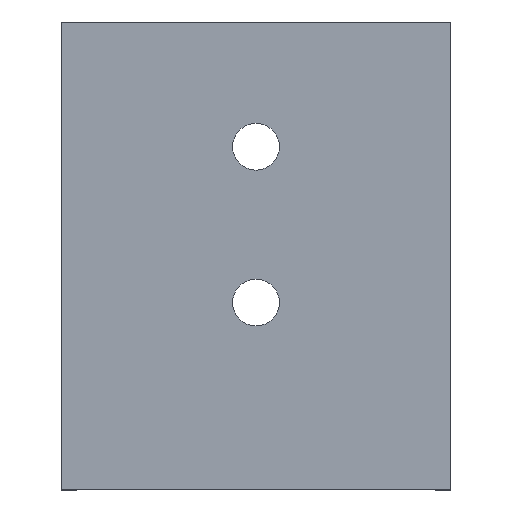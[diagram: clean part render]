
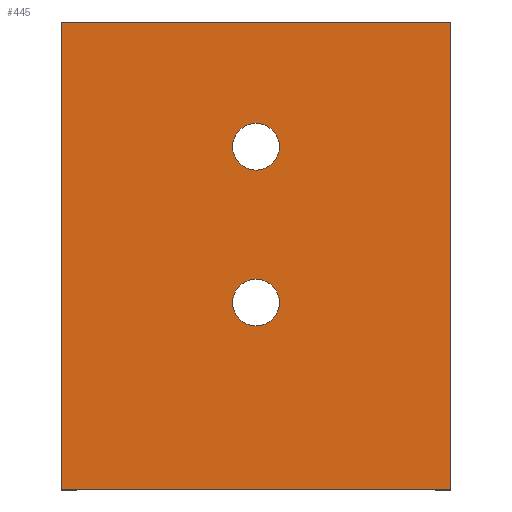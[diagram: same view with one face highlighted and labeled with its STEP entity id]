
A CAD part, top view. The second image highlights one B-rep face of the part: STEP entity #445.
In plain terms, the highlighted planar face has unit normal (0, 0, 1).
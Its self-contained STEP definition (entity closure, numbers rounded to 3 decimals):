
#445=ADVANCED_FACE('',(#763,#765,#767),#769,.T.);
#763=FACE_BOUND('',#764,.T.);
#764=EDGE_LOOP('',(#1016,#1017,#1018,#1019));
#765=FACE_BOUND('',#766,.T.);
#766=EDGE_LOOP('',(#1020));
#767=FACE_BOUND('',#768,.T.);
#768=EDGE_LOOP('',(#1021));
#769=PLANE('',#770);
#770=AXIS2_PLACEMENT_3D('',#771,#772,#773);
#771=CARTESIAN_POINT('',(0.,0.,0.));
#772=DIRECTION('',(0.,0.,1.));
#773=DIRECTION('',(1.,0.,0.));
#1016=ORIENTED_EDGE('',*,*,#1142,.T.);
#1017=ORIENTED_EDGE('',*,*,#1135,.T.);
#1018=ORIENTED_EDGE('',*,*,#1143,.F.);
#1019=ORIENTED_EDGE('',*,*,#1127,.F.);
#1020=ORIENTED_EDGE('',*,*,#1144,.T.);
#1021=ORIENTED_EDGE('',*,*,#1145,.T.);
#1127=EDGE_CURVE('',#1328,#1330,#1331,.T.);
#1135=EDGE_CURVE('',#1340,#1338,#1341,.T.);
#1142=EDGE_CURVE('',#1328,#1340,#1348,.T.);
#1143=EDGE_CURVE('',#1330,#1338,#1349,.T.);
#1144=EDGE_CURVE('',#1350,#1350,#1351,.T.);
#1145=EDGE_CURVE('',#1352,#1352,#1353,.T.);
#1328=VERTEX_POINT('',#1746);
#1330=VERTEX_POINT('',#1750);
#1331=LINE('',#1751,#1752);
#1338=VERTEX_POINT('',#1772);
#1340=VERTEX_POINT('',#1776);
#1341=LINE('',#1777,#1778);
#1348=LINE('',#1798,#1799);
#1349=LINE('',#1801,#1802);
#1350=VERTEX_POINT('',#1804);
#1351=CIRCLE('',#1805,1.5);
#1352=VERTEX_POINT('',#1809);
#1353=CIRCLE('',#1810,1.5);
#1746=CARTESIAN_POINT('',(0.,0.,0.));
#1750=CARTESIAN_POINT('',(0.,30.,0.));
#1751=CARTESIAN_POINT('',(0.,0.,0.));
#1752=VECTOR('',#1753,1.);
#1753=DIRECTION('',(0.,1.,0.));
#1772=CARTESIAN_POINT('',(25.,30.,0.));
#1776=CARTESIAN_POINT('',(25.,0.,0.));
#1777=CARTESIAN_POINT('',(25.,0.,0.));
#1778=VECTOR('',#1779,1.);
#1779=DIRECTION('',(0.,1.,0.));
#1798=CARTESIAN_POINT('',(0.,0.,0.));
#1799=VECTOR('',#1800,1.);
#1800=DIRECTION('',(1.,0.,0.));
#1801=CARTESIAN_POINT('',(0.,30.,0.));
#1802=VECTOR('',#1803,1.);
#1803=DIRECTION('',(1.,0.,0.));
#1804=CARTESIAN_POINT('',(11.,22.,0.));
#1805=AXIS2_PLACEMENT_3D('',#1806,#1807,#1808);
#1806=CARTESIAN_POINT('',(12.5,22.,0.));
#1807=DIRECTION('',(-0.,-0.,-1.));
#1808=DIRECTION('',(-1.,0.,0.));
#1809=CARTESIAN_POINT('',(11.,12.,0.));
#1810=AXIS2_PLACEMENT_3D('',#1811,#1812,#1813);
#1811=CARTESIAN_POINT('',(12.5,12.,0.));
#1812=DIRECTION('',(-0.,-0.,-1.));
#1813=DIRECTION('',(-1.,0.,0.));
